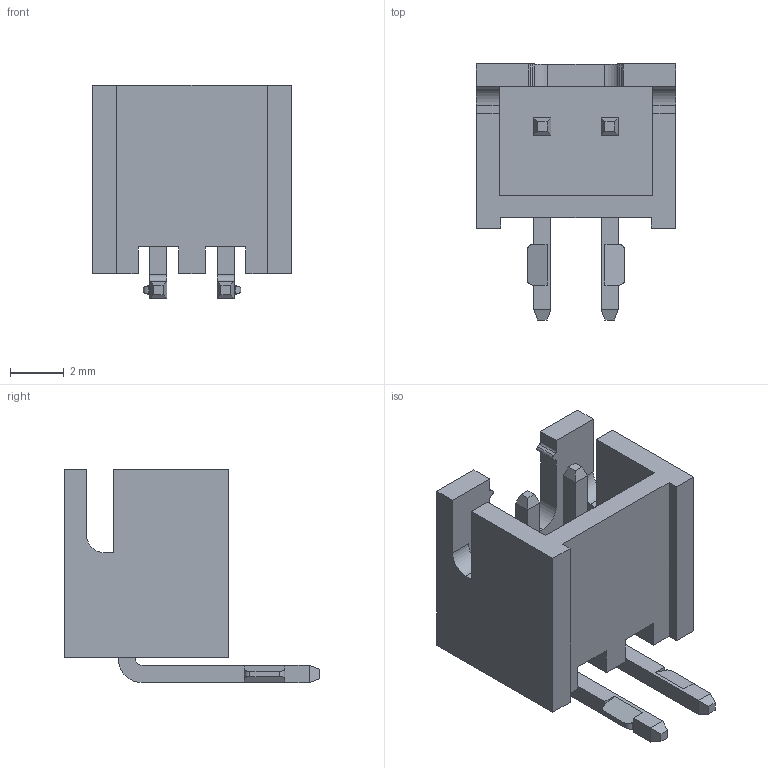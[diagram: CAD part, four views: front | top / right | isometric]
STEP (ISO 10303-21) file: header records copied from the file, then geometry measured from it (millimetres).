
FILE_DESCRIPTION(('FreeCAD Model'),'2;1');
FILE_NAME('Open CASCADE Shape Model','2024-05-01T13:17:14',(''),(''), 'Open CASCADE STEP processor 7.6','FreeCAD','Unknown');
FILE_SCHEMA(('AUTOMOTIVE_DESIGN { 1 0 10303 214 1 1 1 1 }'));
Length unit declared in the file: millimetre
Products named in the file (4): S2B-XH-A-1(LF)(SN)003; S2B-XH-A-1(LF)(SN)001; S2B-XH-A-1(LF)(SN)002; Cut
Assembly tree (3 placements, depth 2):
  S2B-XH-A-1(LF)(SN)003
    S2B-XH-A-1(LF)(SN)001
    S2B-XH-A-1(LF)(SN)002
    Cut
Bounding box: 7.4 x 9.5 x 7.92 mm (x, y, z)
Volume: 169.6 mm3; surface area: 446.4 mm2
Topology: 3 solids, 3 shells, 116 faces, 306 edges, 196 vertices
Faces by surface type: plane 98, cylinder 18
Entity records: 3629 total; most frequent: CARTESIAN_POINT 646, ORIENTED_EDGE 612, DIRECTION 566, EDGE_CURVE 306, LINE 270, VECTOR 270, VERTEX_POINT 196, AXIS2_PLACEMENT_3D 148
